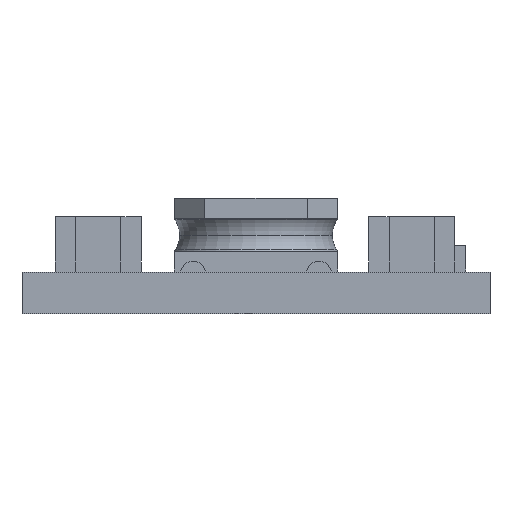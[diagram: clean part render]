
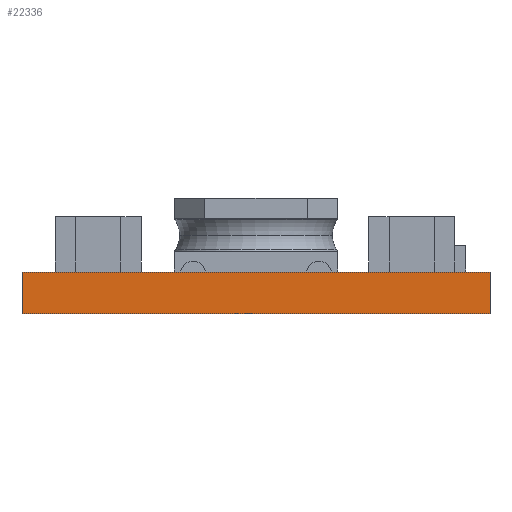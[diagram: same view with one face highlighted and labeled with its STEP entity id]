
A CAD part, front view. The second image highlights one B-rep face of the part: STEP entity #22336.
In plain terms, the highlighted planar face has unit normal (0, -1, 0).
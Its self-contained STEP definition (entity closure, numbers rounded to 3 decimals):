
#313 = VERTEX_POINT ( 'NONE', #38240 ) ;
#1110 = VECTOR ( 'NONE', #8591, 1000. ) ;
#1213 = CARTESIAN_POINT ( 'NONE',  ( 0., 0., 0. ) ) ;
#1591 = DIRECTION ( 'NONE',  ( 1., 0., 0. ) ) ;
#2181 = FACE_OUTER_BOUND ( 'NONE', #30631, .T. ) ;
#3832 = DIRECTION ( 'NONE',  ( 0., 1., 0. ) ) ;
#4239 = EDGE_CURVE ( 'NONE', #15948, #14912, #12733, .T. ) ;
#5731 = VECTOR ( 'NONE', #30262, 1000. ) ;
#6796 = CARTESIAN_POINT ( 'NONE',  ( 0., 0., 1.016 ) ) ;
#8591 = DIRECTION ( 'NONE',  ( 1., 0., 0. ) ) ;
#8762 = AXIS2_PLACEMENT_3D ( 'NONE', #6796, #3832, #32627 ) ;
#8896 = CARTESIAN_POINT ( 'NONE',  ( 11.43, 0., 0. ) ) ;
#9938 = PLANE ( 'NONE',  #8762 ) ;
#10303 = LINE ( 'NONE', #20916, #5731 ) ;
#11568 = VERTEX_POINT ( 'NONE', #41085 ) ;
#12733 = LINE ( 'NONE', #41164, #1110 ) ;
#12995 = VECTOR ( 'NONE', #1591, 1000. ) ;
#14431 = CARTESIAN_POINT ( 'NONE',  ( 11.43, 0., 1.016 ) ) ;
#14912 = VERTEX_POINT ( 'NONE', #8896 ) ;
#15948 = VERTEX_POINT ( 'NONE', #1213 ) ;
#20738 = DIRECTION ( 'NONE',  ( 0., 0., -1. ) ) ;
#20916 = CARTESIAN_POINT ( 'NONE',  ( 0., 0., 1.016 ) ) ;
#22336 = ADVANCED_FACE ( 'NONE', ( #2181 ), #9938, .F. ) ;
#22536 = LINE ( 'NONE', #40544, #12995 ) ;
#24062 = LINE ( 'NONE', #14431, #36837 ) ;
#30262 = DIRECTION ( 'NONE',  ( 0., 0., -1. ) ) ;
#30631 = EDGE_LOOP ( 'NONE', ( #39312, #35011, #37122, #41893 ) ) ;
#32627 = DIRECTION ( 'NONE',  ( 0., 0., 1. ) ) ;
#35011 = ORIENTED_EDGE ( 'NONE', *, *, #37251, .F. ) ;
#36837 = VECTOR ( 'NONE', #20738, 1000. ) ;
#37122 = ORIENTED_EDGE ( 'NONE', *, *, #37187, .F. ) ;
#37187 = EDGE_CURVE ( 'NONE', #313, #11568, #22536, .T. ) ;
#37251 = EDGE_CURVE ( 'NONE', #11568, #14912, #24062, .T. ) ;
#38240 = CARTESIAN_POINT ( 'NONE',  ( 0., 0., 1.016 ) ) ;
#38471 = EDGE_CURVE ( 'NONE', #313, #15948, #10303, .T. ) ;
#39312 = ORIENTED_EDGE ( 'NONE', *, *, #4239, .T. ) ;
#40544 = CARTESIAN_POINT ( 'NONE',  ( 0., 0., 1.016 ) ) ;
#41085 = CARTESIAN_POINT ( 'NONE',  ( 11.43, 0., 1.016 ) ) ;
#41164 = CARTESIAN_POINT ( 'NONE',  ( 0., 0., 0. ) ) ;
#41893 = ORIENTED_EDGE ( 'NONE', *, *, #38471, .T. ) ;
